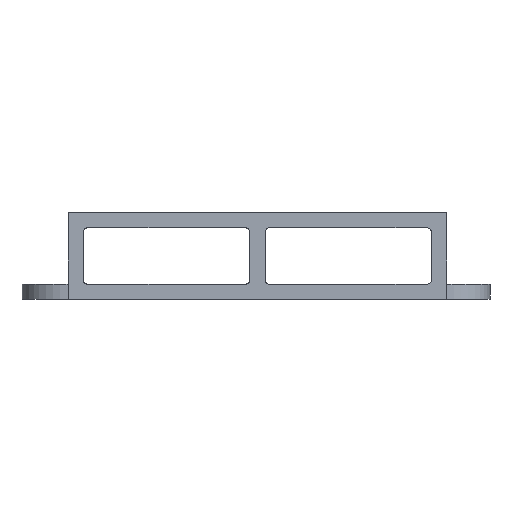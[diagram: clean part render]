
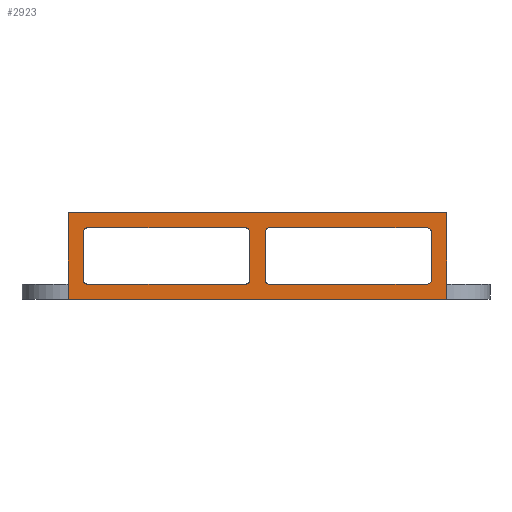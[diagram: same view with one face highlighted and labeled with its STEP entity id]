
A CAD part, left-side view. The second image highlights one B-rep face of the part: STEP entity #2923.
In plain terms, the highlighted planar face has unit normal (-1, 0, 0).
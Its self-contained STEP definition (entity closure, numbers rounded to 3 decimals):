
#142=FACE_BOUND('',#587,.T.);
#143=FACE_BOUND('',#588,.T.);
#188=PLANE('',#3250);
#320=FACE_OUTER_BOUND('',#586,.T.);
#586=EDGE_LOOP('',(#2589,#2590,#2591,#2592,#2593,#2594));
#587=EDGE_LOOP('',(#2595,#2596,#2597,#2598,#2599,#2600,#2601,#2602));
#588=EDGE_LOOP('',(#2603,#2604,#2605,#2606,#2607,#2608,#2609,#2610));
#631=LINE('',#4189,#859);
#635=LINE('',#4197,#863);
#654=LINE('',#4372,#882);
#656=LINE('',#4380,#884);
#663=LINE('',#4405,#891);
#667=LINE('',#4417,#895);
#669=LINE('',#4425,#897);
#672=LINE('',#4434,#900);
#693=LINE('',#4487,#921);
#695=LINE('',#4492,#923);
#699=LINE('',#4499,#927);
#796=LINE('',#4832,#1024);
#804=LINE('',#4862,#1032);
#822=LINE('',#4897,#1050);
#859=VECTOR('',#3317,10.);
#863=VECTOR('',#3321,10.);
#882=VECTOR('',#3490,10.);
#884=VECTOR('',#3500,10.);
#891=VECTOR('',#3527,10.);
#895=VECTOR('',#3539,10.);
#897=VECTOR('',#3549,10.);
#900=VECTOR('',#3560,10.);
#921=VECTOR('',#3619,10.);
#923=VECTOR('',#3623,10.);
#927=VECTOR('',#3631,10.);
#1024=VECTOR('',#4018,10.);
#1032=VECTOR('',#4046,10.);
#1050=VECTOR('',#4076,10.);
#1139=CIRCLE('',#3040,2.);
#1141=CIRCLE('',#3044,2.);
#1143=CIRCLE('',#3048,2.);
#1145=CIRCLE('',#3051,2.);
#1147=CIRCLE('',#3054,2.);
#1149=CIRCLE('',#3058,2.);
#1151=CIRCLE('',#3062,2.);
#1153=CIRCLE('',#3066,2.);
#1265=VERTEX_POINT('',#4186);
#1266=VERTEX_POINT('',#4188);
#1269=VERTEX_POINT('',#4194);
#1270=VERTEX_POINT('',#4196);
#1348=VERTEX_POINT('',#4362);
#1349=VERTEX_POINT('',#4364);
#1351=VERTEX_POINT('',#4370);
#1353=VERTEX_POINT('',#4376);
#1355=VERTEX_POINT('',#4385);
#1357=VERTEX_POINT('',#4391);
#1359=VERTEX_POINT('',#4397);
#1361=VERTEX_POINT('',#4403);
#1363=VERTEX_POINT('',#4409);
#1365=VERTEX_POINT('',#4415);
#1367=VERTEX_POINT('',#4421);
#1369=VERTEX_POINT('',#4430);
#1380=VERTEX_POINT('',#4481);
#1382=VERTEX_POINT('',#4485);
#1383=VERTEX_POINT('',#4489);
#1384=VERTEX_POINT('',#4491);
#1474=VERTEX_POINT('',#4828);
#1476=VERTEX_POINT('',#4831);
#1529=EDGE_CURVE('',#1266,#1265,#631,.T.);
#1533=EDGE_CURVE('',#1270,#1269,#635,.T.);
#1616=EDGE_CURVE('',#1348,#1349,#1139,.T.);
#1620=EDGE_CURVE('',#1348,#1351,#654,.T.);
#1623=EDGE_CURVE('',#1353,#1265,#1141,.T.);
#1624=EDGE_CURVE('',#1353,#1349,#656,.T.);
#1627=EDGE_CURVE('',#1270,#1355,#1143,.T.);
#1630=EDGE_CURVE('',#1266,#1357,#1145,.T.);
#1634=EDGE_CURVE('',#1359,#1269,#1147,.T.);
#1637=EDGE_CURVE('',#1359,#1361,#663,.T.);
#1640=EDGE_CURVE('',#1363,#1361,#1149,.T.);
#1643=EDGE_CURVE('',#1363,#1365,#667,.T.);
#1646=EDGE_CURVE('',#1367,#1365,#1151,.T.);
#1647=EDGE_CURVE('',#1367,#1355,#669,.T.);
#1651=EDGE_CURVE('',#1369,#1351,#1153,.T.);
#1652=EDGE_CURVE('',#1369,#1357,#672,.T.);
#1681=EDGE_CURVE('',#1380,#1382,#693,.T.);
#1683=EDGE_CURVE('',#1383,#1384,#695,.T.);
#1687=EDGE_CURVE('',#1384,#1382,#699,.T.);
#1853=EDGE_CURVE('',#1474,#1476,#796,.T.);
#1870=EDGE_CURVE('',#1380,#1474,#804,.T.);
#1888=EDGE_CURVE('',#1476,#1383,#822,.T.);
#2589=ORIENTED_EDGE('',*,*,#1870,.F.);
#2590=ORIENTED_EDGE('',*,*,#1681,.T.);
#2591=ORIENTED_EDGE('',*,*,#1687,.F.);
#2592=ORIENTED_EDGE('',*,*,#1683,.F.);
#2593=ORIENTED_EDGE('',*,*,#1888,.F.);
#2594=ORIENTED_EDGE('',*,*,#1853,.F.);
#2595=ORIENTED_EDGE('',*,*,#1647,.T.);
#2596=ORIENTED_EDGE('',*,*,#1627,.F.);
#2597=ORIENTED_EDGE('',*,*,#1533,.T.);
#2598=ORIENTED_EDGE('',*,*,#1634,.F.);
#2599=ORIENTED_EDGE('',*,*,#1637,.T.);
#2600=ORIENTED_EDGE('',*,*,#1640,.F.);
#2601=ORIENTED_EDGE('',*,*,#1643,.T.);
#2602=ORIENTED_EDGE('',*,*,#1646,.F.);
#2603=ORIENTED_EDGE('',*,*,#1652,.T.);
#2604=ORIENTED_EDGE('',*,*,#1630,.F.);
#2605=ORIENTED_EDGE('',*,*,#1529,.T.);
#2606=ORIENTED_EDGE('',*,*,#1623,.F.);
#2607=ORIENTED_EDGE('',*,*,#1624,.T.);
#2608=ORIENTED_EDGE('',*,*,#1616,.F.);
#2609=ORIENTED_EDGE('',*,*,#1620,.T.);
#2610=ORIENTED_EDGE('',*,*,#1651,.F.);
#2923=ADVANCED_FACE('',(#320,#142,#143),#188,.T.);
#3040=AXIS2_PLACEMENT_3D('',#4365,#3483,#3484);
#3044=AXIS2_PLACEMENT_3D('',#4378,#3496,#3497);
#3048=AXIS2_PLACEMENT_3D('',#4386,#3506,#3507);
#3051=AXIS2_PLACEMENT_3D('',#4392,#3513,#3514);
#3054=AXIS2_PLACEMENT_3D('',#4399,#3521,#3522);
#3058=AXIS2_PLACEMENT_3D('',#4411,#3533,#3534);
#3062=AXIS2_PLACEMENT_3D('',#4423,#3545,#3546);
#3066=AXIS2_PLACEMENT_3D('',#4432,#3556,#3557);
#3250=AXIS2_PLACEMENT_3D('',#4896,#4074,#4075);
#3317=DIRECTION('',(0.,1.,0.));
#3321=DIRECTION('',(0.,1.,0.));
#3483=DIRECTION('center_axis',(-1.,0.,0.));
#3484=DIRECTION('ref_axis',(0.,0.707,0.707));
#3490=DIRECTION('',(0.,-1.,0.));
#3496=DIRECTION('center_axis',(-1.,0.,0.));
#3497=DIRECTION('ref_axis',(0.,0.707,-0.707));
#3500=DIRECTION('',(0.,0.,1.));
#3506=DIRECTION('center_axis',(-1.,0.,0.));
#3507=DIRECTION('ref_axis',(0.,-0.707,-0.707));
#3513=DIRECTION('center_axis',(-1.,0.,0.));
#3514=DIRECTION('ref_axis',(0.,-0.707,-0.707));
#3521=DIRECTION('center_axis',(-1.,0.,0.));
#3522=DIRECTION('ref_axis',(0.,0.707,-0.707));
#3527=DIRECTION('',(0.,0.,1.));
#3533=DIRECTION('center_axis',(-1.,0.,0.));
#3534=DIRECTION('ref_axis',(0.,0.707,0.707));
#3539=DIRECTION('',(0.,-1.,0.));
#3545=DIRECTION('center_axis',(-1.,0.,0.));
#3546=DIRECTION('ref_axis',(0.,-0.707,0.707));
#3549=DIRECTION('',(0.,0.,-1.));
#3556=DIRECTION('center_axis',(-1.,0.,0.));
#3557=DIRECTION('ref_axis',(0.,-0.707,0.707));
#3560=DIRECTION('',(0.,0.,-1.));
#3619=DIRECTION('',(0.,0.,1.));
#3623=DIRECTION('',(0.,0.,1.));
#3631=DIRECTION('',(0.,-1.,0.));
#4018=DIRECTION('',(0.,1.,0.));
#4046=DIRECTION('',(0.,0.,-1.));
#4074=DIRECTION('center_axis',(-1.,0.,0.));
#4075=DIRECTION('ref_axis',(0.,-1.,0.));
#4076=DIRECTION('',(0.,0.,1.));
#4186=CARTESIAN_POINT('',(-50.,235.687,7.));
#4188=CARTESIAN_POINT('',(-50.,162.84,7.));
#4189=CARTESIAN_POINT('',(-50.,241.187,7.));
#4194=CARTESIAN_POINT('',(-50.,151.84,7.));
#4196=CARTESIAN_POINT('',(-50.,79.,7.));
#4197=CARTESIAN_POINT('',(-50.,199.264,7.));
#4362=CARTESIAN_POINT('',(-50.,235.687,33.));
#4364=CARTESIAN_POINT('',(-50.,237.687,31.));
#4365=CARTESIAN_POINT('Origin',(-50.,235.687,31.));
#4370=CARTESIAN_POINT('',(-50.,162.84,33.));
#4372=CARTESIAN_POINT('',(-50.,202.764,33.));
#4376=CARTESIAN_POINT('',(-50.,237.687,9.));
#4378=CARTESIAN_POINT('Origin',(-50.,235.687,9.));
#4380=CARTESIAN_POINT('',(-50.,237.687,16.5));
#4385=CARTESIAN_POINT('',(-50.,77.,9.));
#4386=CARTESIAN_POINT('Origin',(-50.,79.,9.));
#4391=CARTESIAN_POINT('',(-50.,160.84,9.));
#4392=CARTESIAN_POINT('Origin',(-50.,162.84,9.));
#4397=CARTESIAN_POINT('',(-50.,153.84,9.));
#4399=CARTESIAN_POINT('Origin',(-50.,151.84,9.));
#4403=CARTESIAN_POINT('',(-50.,153.84,31.));
#4405=CARTESIAN_POINT('',(-50.,153.84,16.5));
#4409=CARTESIAN_POINT('',(-50.,151.84,33.));
#4411=CARTESIAN_POINT('Origin',(-50.,151.84,31.));
#4415=CARTESIAN_POINT('',(-50.,79.,33.));
#4417=CARTESIAN_POINT('',(-50.,160.844,33.));
#4421=CARTESIAN_POINT('',(-50.,77.,31.));
#4423=CARTESIAN_POINT('Origin',(-50.,79.,31.));
#4425=CARTESIAN_POINT('',(-50.,77.,3.5));
#4430=CARTESIAN_POINT('',(-50.,160.84,31.));
#4432=CARTESIAN_POINT('Origin',(-50.,162.84,31.));
#4434=CARTESIAN_POINT('',(-50.,160.84,3.5));
#4481=CARTESIAN_POINT('',(-50.,70.,7.));
#4485=CARTESIAN_POINT('',(-50.,70.,40.));
#4487=CARTESIAN_POINT('',(-50.,70.,7.));
#4489=CARTESIAN_POINT('',(-50.,244.687,7.));
#4491=CARTESIAN_POINT('',(-50.,244.687,40.));
#4492=CARTESIAN_POINT('',(-50.,244.687,7.));
#4499=CARTESIAN_POINT('',(-50.,244.687,40.));
#4828=CARTESIAN_POINT('',(-50.,70.,0.));
#4831=CARTESIAN_POINT('',(-50.,244.687,0.));
#4832=CARTESIAN_POINT('',(-50.,90.,0.));
#4862=CARTESIAN_POINT('',(-50.,70.,0.));
#4896=CARTESIAN_POINT('Origin',(-50.,244.687,0.));
#4897=CARTESIAN_POINT('',(-50.,244.687,0.));
